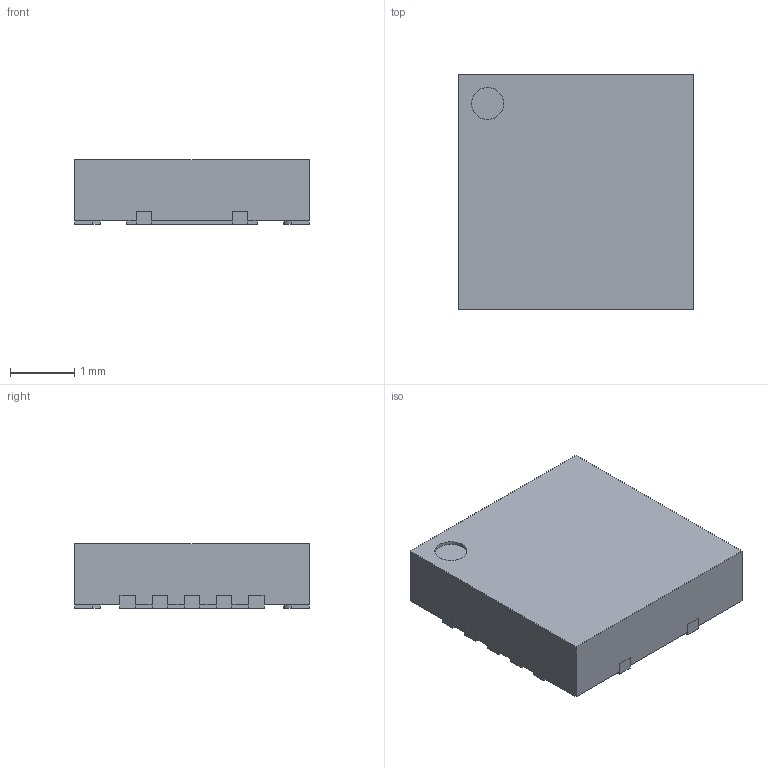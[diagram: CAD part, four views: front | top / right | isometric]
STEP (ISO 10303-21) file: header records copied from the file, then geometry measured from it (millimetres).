
FILE_DESCRIPTION((''),'2;1');
FILE_NAME('PSON50P350X350X100-15N-S215.stp','2009-10-28T15:46:44',(''),(''),'Mechanical Desktop 2006','Mechanical Desktop 2006',', , ');
FILE_SCHEMA(('AUTOMOTIVE_DESIGN { 1 2 10303 214 0 1 1 1 }'));
Length unit declared in the file: millimetre
Products named in the file (1): Product
Bounding box: 3.65 x 3.65 x 1 mm (x, y, z)
Volume: 12.9 mm3; surface area: 57.2 mm2
Topology: 17 solids, 17 shells, 187 faces, 460 edges, 312 vertices
Faces by surface type: plane 127, cylinder 60
Entity records: 5570 total; most frequent: CARTESIAN_POINT 956, DIRECTION 956, ORIENTED_EDGE 912, EDGE_CURVE 456, VECTOR 340, LINE 340, AXIS2_PLACEMENT_3D 308, VERTEX_POINT 304
